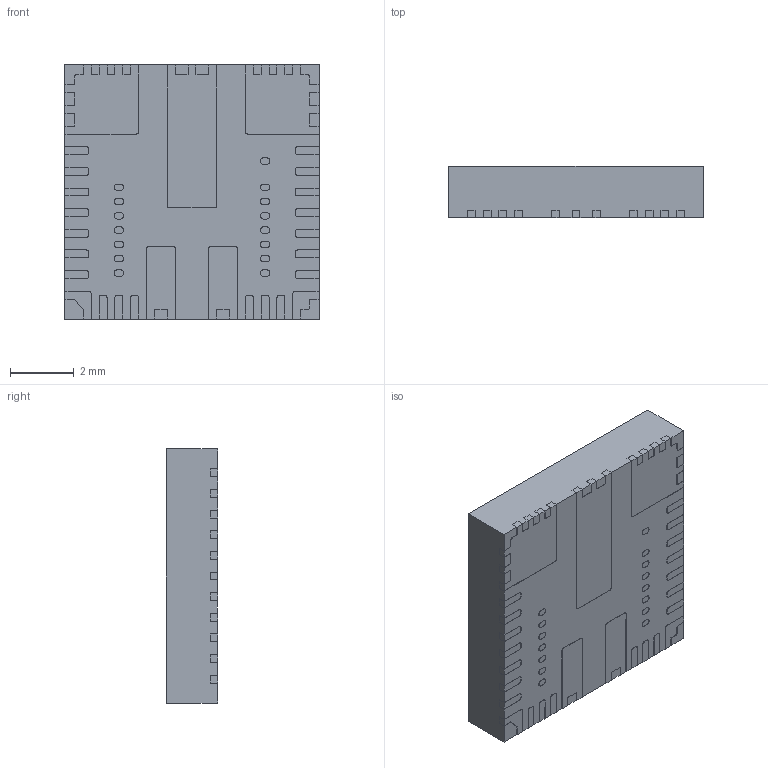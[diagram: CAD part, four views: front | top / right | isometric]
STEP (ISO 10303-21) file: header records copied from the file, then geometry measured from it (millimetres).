
FILE_DESCRIPTION (( 'STEP AP214' ), '1' );
FILE_NAME ('MPM3695-10.STEP', '2017-09-29T06:43:05', ( 'kevin' ), ( 'Microsoft' ), 'SwSTEP 2.0', 'SolidWorks 2010', '' );
FILE_SCHEMA (( 'AUTOMOTIVE_DESIGN' ));
Length unit declared in the file: millimetre
Products named in the file (1): MPM3695-10
Bounding box: 8 x 1.61 x 8 mm (x, y, z)
Volume: 102.6 mm3; surface area: 180.3 mm2
Topology: 1 solids, 1 shells, 407 faces, 1168 edges, 779 vertices
Faces by surface type: plane 322, cylinder 85
Entity records: 17711 total; most frequent: CARTESIAN_POINT 2355, ORIENTED_EDGE 2336, DIRECTION 2154, EDGE_CURVE 1168, VECTOR 998, LINE 998, VERTEX_POINT 779, AXIS2_PLACEMENT_3D 578
